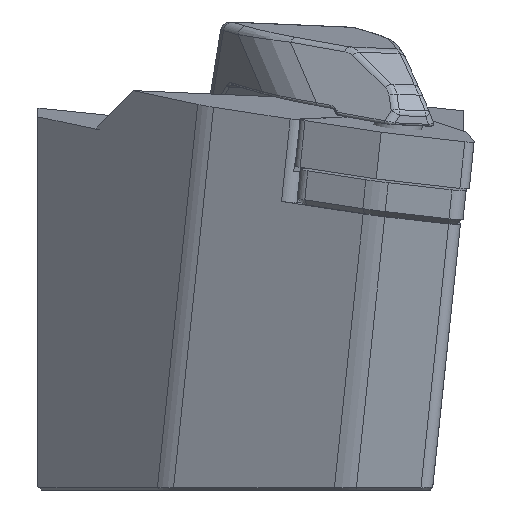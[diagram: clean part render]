
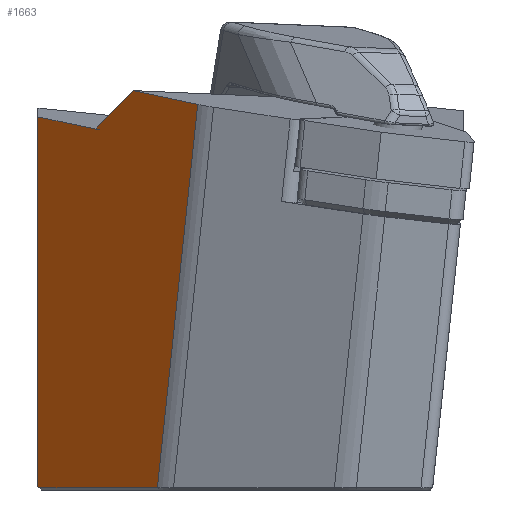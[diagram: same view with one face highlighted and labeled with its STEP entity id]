
A CAD part, left-side view. The second image highlights one B-rep face of the part: STEP entity #1663.
In plain terms, the highlighted planar face has unit normal (-0.703, 0.711, 0).
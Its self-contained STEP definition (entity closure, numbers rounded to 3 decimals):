
#1663=ADVANCED_FACE('',(#1939),#1836,.F.);
#1836=PLANE('',#4692);
#1939=FACE_OUTER_BOUND('',#2132,.T.);
#2132=EDGE_LOOP('',(#2631,#2632,#2633,#2634,#2635,#2636,#2637));
#2631=ORIENTED_EDGE('',*,*,#3737,.F.);
#2632=ORIENTED_EDGE('',*,*,#3738,.T.);
#2633=ORIENTED_EDGE('',*,*,#3739,.F.);
#2634=ORIENTED_EDGE('',*,*,#3719,.F.);
#2635=ORIENTED_EDGE('',*,*,#3740,.F.);
#2636=ORIENTED_EDGE('',*,*,#3741,.T.);
#2637=ORIENTED_EDGE('',*,*,#3742,.F.);
#3402=VERTEX_POINT('',#6097);
#3403=VERTEX_POINT('',#6099);
#3417=VERTEX_POINT('',#6138);
#3418=VERTEX_POINT('',#6139);
#3419=VERTEX_POINT('',#6141);
#3420=VERTEX_POINT('',#6144);
#3421=VERTEX_POINT('',#6146);
#3719=EDGE_CURVE('',#3402,#3403,#4145,.T.);
#3737=EDGE_CURVE('',#3417,#3418,#4156,.T.);
#3738=EDGE_CURVE('',#3417,#3419,#4157,.T.);
#3739=EDGE_CURVE('',#3403,#3419,#4158,.T.);
#3740=EDGE_CURVE('',#3420,#3402,#4159,.T.);
#3741=EDGE_CURVE('',#3420,#3421,#4160,.T.);
#3742=EDGE_CURVE('',#3418,#3421,#4161,.T.);
#4145=LINE('',#6098,#4418);
#4156=LINE('',#6137,#4429);
#4157=LINE('',#6140,#4430);
#4158=LINE('',#6142,#4431);
#4159=LINE('',#6143,#4432);
#4160=LINE('',#6145,#4433);
#4161=LINE('',#6147,#4434);
#4418=VECTOR('',#5173,1.);
#4429=VECTOR('',#5204,1.);
#4430=VECTOR('',#5205,1.);
#4431=VECTOR('',#5206,1.);
#4432=VECTOR('',#5207,1.);
#4433=VECTOR('',#5208,1.);
#4434=VECTOR('',#5209,1.);
#4692=AXIS2_PLACEMENT_3D('',#6148,#5210,#5211);
#5173=DIRECTION('',(-0.703,-0.696,-0.147));
#5204=DIRECTION('',(0.582,0.575,0.575));
#5205=DIRECTION('',(-0.711,-0.703,0.));
#5206=DIRECTION('',(0.105,0.104,-0.989));
#5207=DIRECTION('',(-0.578,-0.572,0.582));
#5208=DIRECTION('',(0.703,0.696,0.147));
#5209=DIRECTION('',(0.001,0.,1.));
#5210=DIRECTION('',(0.703,-0.711,0.));
#5211=DIRECTION('',(0.711,0.703,0.));
#6097=CARTESIAN_POINT('',(15.052,-8.72,4.591));
#6098=CARTESIAN_POINT('',(9.057,-14.649,3.335));
#6099=CARTESIAN_POINT('',(9.057,-14.649,3.335));
#6137=CARTESIAN_POINT('',(15.372,-8.378,-40.078));
#6138=CARTESIAN_POINT('',(23.746,-0.1,-31.8));
#6139=CARTESIAN_POINT('',(23.847,0.,-31.7));
#6140=CARTESIAN_POINT('',(13.183,-10.548,-31.8));
#6141=CARTESIAN_POINT('',(12.771,-10.956,-31.8));
#6142=CARTESIAN_POINT('',(13.182,-10.547,-35.694));
#6143=CARTESIAN_POINT('',(27.379,3.479,-7.83));
#6144=CARTESIAN_POINT('',(18.54,-5.268,1.076));
#6145=CARTESIAN_POINT('',(9.497,-14.212,-0.819));
#6146=CARTESIAN_POINT('',(23.867,0.,2.193));
#6147=CARTESIAN_POINT('',(23.845,0.,-35.7));
#6148=CARTESIAN_POINT('',(13.182,-10.547,-35.694));
